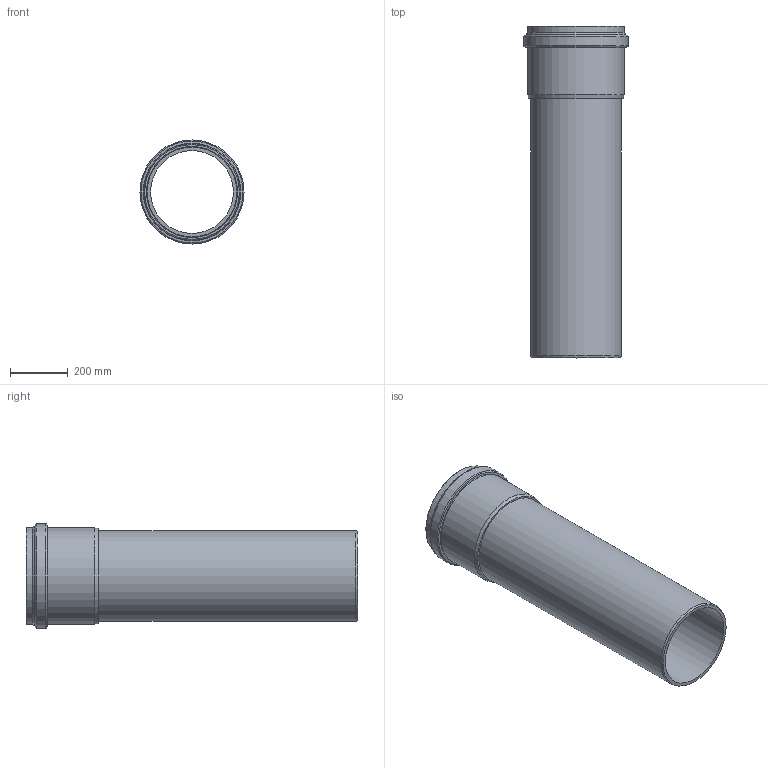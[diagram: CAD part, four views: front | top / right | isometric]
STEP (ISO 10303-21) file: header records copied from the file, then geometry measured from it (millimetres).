
FILE_DESCRIPTION(/* description */ (''),/* implementation_level */ '2;1');
FILE_NAME(/* name */ '790840 KG2000EM Rohr-Passlängen Regenwasser DN_OD 315x1000 SN16 Zusammenbau.stp',/* time_stamp */ '2021-03-12T13:16:12+01:00',/* author */ ('LWM'),/* organization */ (''),/* preprocessor_version */ 'ST-DEVELOPER v18',/* originating_system */ 'Autodesk Inventor 2020',/* authorisation */ '');
FILE_SCHEMA (('AUTOMOTIVE_DESIGN { 1 0 10303 214 3 1 1 }'));
Length unit declared in the file: millimetre
Products named in the file (3): 770840 KG2000EM Rohr-Passlängen DN_OD 315x1000 Zusammenbau; 770840 KG2000EM Rohr-Passlängen DN_OD 315x1000 Teil
1; 770840 KG2000EM Rohr-Passlängen DN_OD 315x1000 Teil
2
Assembly tree (2 placements, depth 2):
  770840 KG2000EM Rohr-Passlängen DN_OD 315x1000 Zusammenbau
    770840 KG2000EM Rohr-Passlängen DN_OD 315x1000 Teil
1
    770840 KG2000EM Rohr-Passlängen DN_OD 315x1000 Teil
2
Bounding box: 361.5 x 1153.1 x 361.5 mm (x, y, z)
Volume: 15613455.8 mm3; surface area: 2486944 mm2
Topology: 2 solids, 2 shells, 40 faces, 135 edges, 101 vertices
Faces by surface type: torus 14, cone 11, cylinder 9, plane 6
Full cylindrical faces by diameter (mm): 287.8 x1, 298 x1, 315 x1, 317.3 x1, 317.7 x1, 335.5 x1, 335.9 x1, 343.3 x1, 361.5 x1
Entity records: 1711 total; most frequent: DIRECTION 340, CARTESIAN_POINT 281, ORIENTED_EDGE 270, AXIS2_PLACEMENT_3D 160, EDGE_CURVE 135, CIRCLE 115, VERTEX_POINT 101, EDGE_LOOP 46
